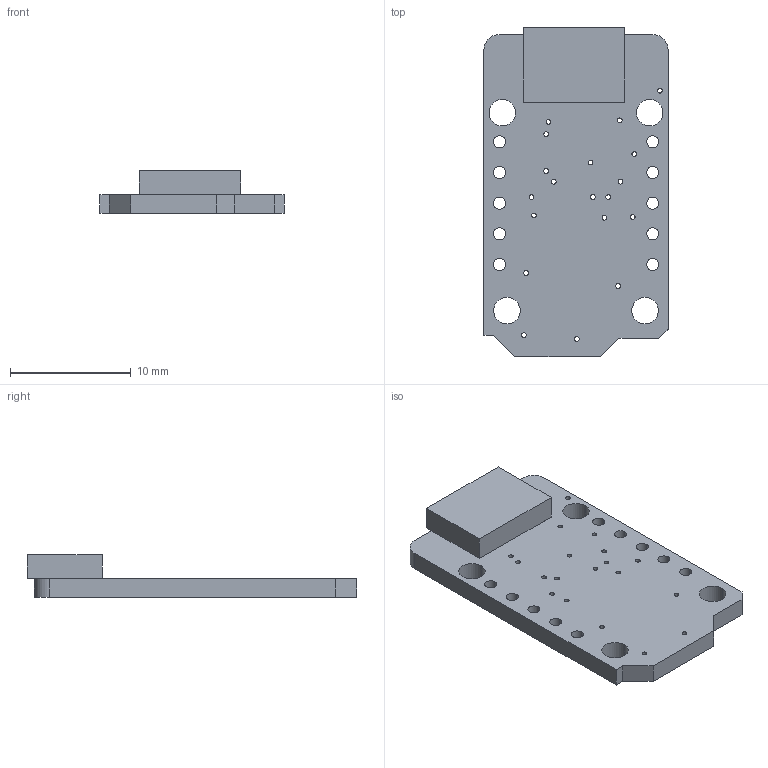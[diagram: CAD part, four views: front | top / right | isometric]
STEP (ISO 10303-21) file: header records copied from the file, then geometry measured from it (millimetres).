
FILE_DESCRIPTION (( 'STEP AP214' ), '1' );
FILE_NAME ('Trinket M0 rev D PCB.STEP', '2020-09-02T04:23:42', ( '' ), ( '' ), 'SwSTEP 2.0', 'SolidWorks 2020', '' );
FILE_SCHEMA (( 'AUTOMOTIVE_DESIGN' ));
Length unit declared in the file: inch
Products named in the file (1): Trinket M0 rev D PCB
Bounding box: 15.24 x 27.25 x 3.56 mm (x, y, z)
Volume: 674.8 mm3; surface area: 1172.9 mm2
Topology: 2 solids, 2 shells, 112 faces, 324 edges, 216 vertices
Faces by surface type: cylinder 85, plane 27
Entity records: 5441 total; most frequent: DIRECTION 720, CARTESIAN_POINT 653, ORIENTED_EDGE 648, EDGE_CURVE 324, AXIS2_PLACEMENT_3D 283, VERTEX_POINT 216, EDGE_LOOP 190, CIRCLE 170
